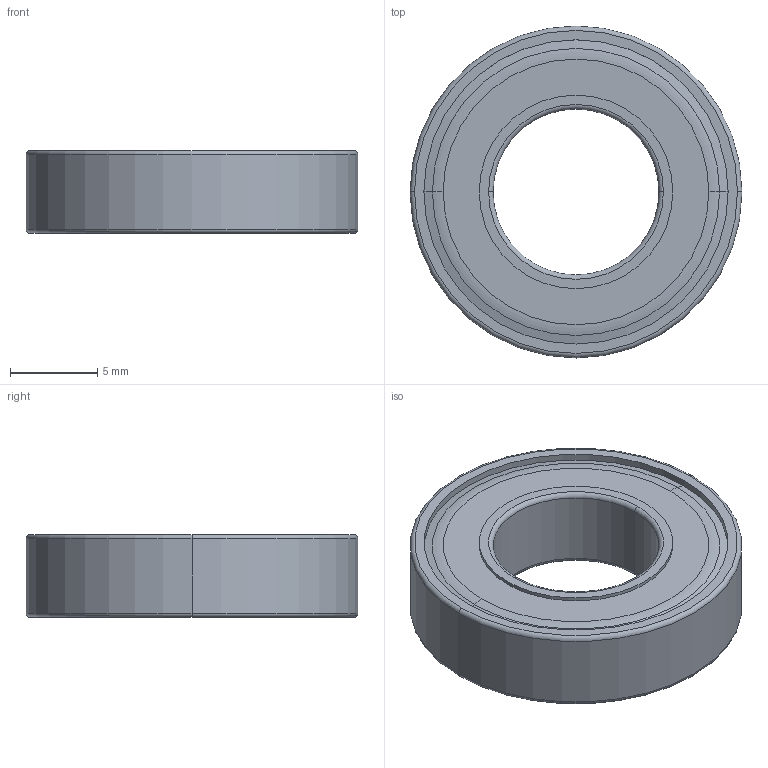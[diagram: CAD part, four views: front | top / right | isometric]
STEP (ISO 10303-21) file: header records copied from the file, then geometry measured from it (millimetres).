
FILE_DESCRIPTION(('produced by SPATIAL CORP'),'2;1');
FILE_NAME( 'ball_bearing.prt.hh.sat.stp','2002-04-19T13:31:47+00:00',('SPATIAL CORP'),('SPATIAL CORP'), 'ACIS STEP Husk','http://www.spatial.com','SPATIAL CORP');
FILE_SCHEMA(('CONFIG_CONTROL_DESIGN'));
Length unit declared in the file: millimetre
Products named in the file (1): PRODUCT_ID_1
Bounding box: 19.05 x 19.05 x 4.76 mm (x, y, z)
Volume: 950.2 mm3; surface area: 895.1 mm2
Topology: 1 solids, 1 shells, 34 faces, 68 edges, 40 vertices
Faces by surface type: cylinder 12, torus 12, plane 6, cone 4
Entity records: 985 total; most frequent: DIRECTION 188, CARTESIAN_POINT 142, ORIENTED_EDGE 136, AXIS2_PLACEMENT_3D 86, EDGE_CURVE 68, CIRCLE 52, VERTEX_POINT 40, EDGE_LOOP 40
